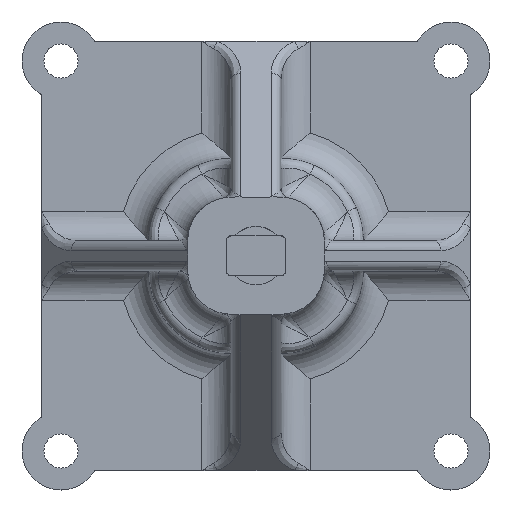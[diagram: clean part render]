
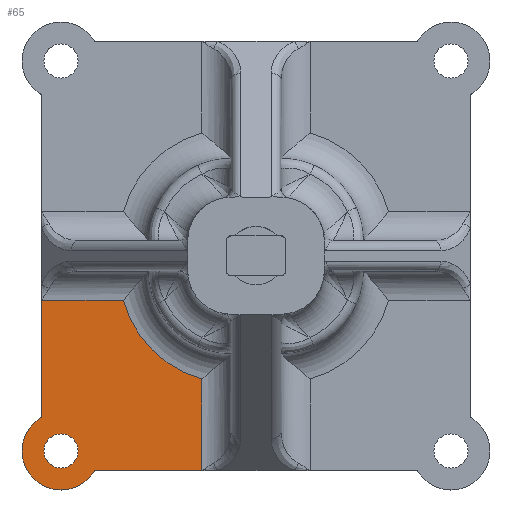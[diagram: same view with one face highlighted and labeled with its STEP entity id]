
A CAD part, top view. The second image highlights one B-rep face of the part: STEP entity #65.
In plain terms, the highlighted planar face has unit normal (0, 0, 1).
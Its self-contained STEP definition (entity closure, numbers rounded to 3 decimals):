
#65=ADVANCED_FACE('',(#276,#278),#280,.T.);
#276=FACE_BOUND('',#277,.T.);
#277=EDGE_LOOP('',(#2967,#2968,#2969,#2970,#2971,#2972));
#278=FACE_BOUND('',#279,.T.);
#279=EDGE_LOOP('',(#2973));
#280=PLANE('',#281);
#281=AXIS2_PLACEMENT_3D('',#282,#283,#284);
#282=CARTESIAN_POINT('',(0.,0.,2.));
#283=DIRECTION('',(0.,0.,1.));
#284=DIRECTION('',(-1.,0.,0.));
#2967=ORIENTED_EDGE('',*,*,#3602,.F.);
#2968=ORIENTED_EDGE('',*,*,#3513,.T.);
#2969=ORIENTED_EDGE('',*,*,#3603,.T.);
#2970=ORIENTED_EDGE('',*,*,#3604,.T.);
#2971=ORIENTED_EDGE('',*,*,#3605,.F.);
#2972=ORIENTED_EDGE('',*,*,#3606,.F.);
#2973=ORIENTED_EDGE('',*,*,#3607,.T.);
#3513=EDGE_CURVE('',#3839,#3837,#3840,.T.);
#3602=EDGE_CURVE('',#3839,#4011,#4012,.F.);
#3603=EDGE_CURVE('',#3837,#4013,#4014,.T.);
#3604=EDGE_CURVE('',#4013,#4015,#4016,.T.);
#3605=EDGE_CURVE('',#4017,#4015,#4018,.F.);
#3606=EDGE_CURVE('',#4011,#4017,#4019,.T.);
#3607=EDGE_CURVE('',#4020,#4020,#4021,.F.);
#3837=VERTEX_POINT('',#4357);
#3839=VERTEX_POINT('',#4361);
#3840=LINE('',#4362,#4363);
#4011=VERTEX_POINT('',#5140);
#4012=LINE('',#5141,#5142);
#4013=VERTEX_POINT('',#5144);
#4014=CIRCLE('',#5145,4.);
#4015=VERTEX_POINT('',#5149);
#4016=LINE('',#5150,#5151);
#4017=VERTEX_POINT('',#5153);
#4018=LINE('',#5154,#5155);
#4019=CIRCLE('',#5157,11.45);
#4020=VERTEX_POINT('',#5161);
#4021=CIRCLE('',#5162,1.75);
#4357=CARTESIAN_POINT('',(-22.,-16.536,2.));
#4361=CARTESIAN_POINT('',(-22.,-4.55,2.));
#4362=CARTESIAN_POINT('',(-22.,-4.55,2.));
#4363=VECTOR('',#4364,1.);
#4364=DIRECTION('',(0.,-1.,0.));
#5140=CARTESIAN_POINT('',(-13.6,-4.55,2.));
#5141=CARTESIAN_POINT('',(-13.6,-4.55,2.));
#5142=VECTOR('',#5143,1.);
#5143=DIRECTION('',(-1.,0.,0.));
#5144=CARTESIAN_POINT('',(-16.536,-22.,2.));
#5145=AXIS2_PLACEMENT_3D('',#5146,#5147,#5148);
#5146=CARTESIAN_POINT('',(-20.,-20.,2.));
#5147=DIRECTION('',(0.,0.,1.));
#5148=DIRECTION('',(-0.5,0.866,0.));
#5149=CARTESIAN_POINT('',(-5.55,-22.,2.));
#5150=CARTESIAN_POINT('',(-16.536,-22.,2.));
#5151=VECTOR('',#5152,1.);
#5152=DIRECTION('',(1.,0.,0.));
#5153=CARTESIAN_POINT('',(-5.55,-12.6,2.));
#5154=CARTESIAN_POINT('',(-5.55,-22.,2.));
#5155=VECTOR('',#5156,1.);
#5156=DIRECTION('',(0.,1.,0.));
#5157=AXIS2_PLACEMENT_3D('',#5158,#5159,#5160);
#5158=CARTESIAN_POINT('',(-2.55,-1.55,2.));
#5159=DIRECTION('',(0.,0.,1.));
#5160=DIRECTION('',(-0.965,-0.262,0.));
#5161=CARTESIAN_POINT('',(-21.75,-20.,2.));
#5162=AXIS2_PLACEMENT_3D('',#5163,#5164,#5165);
#5163=CARTESIAN_POINT('',(-20.,-20.,2.));
#5164=DIRECTION('',(0.,0.,1.));
#5165=DIRECTION('',(-1.,0.,0.));
